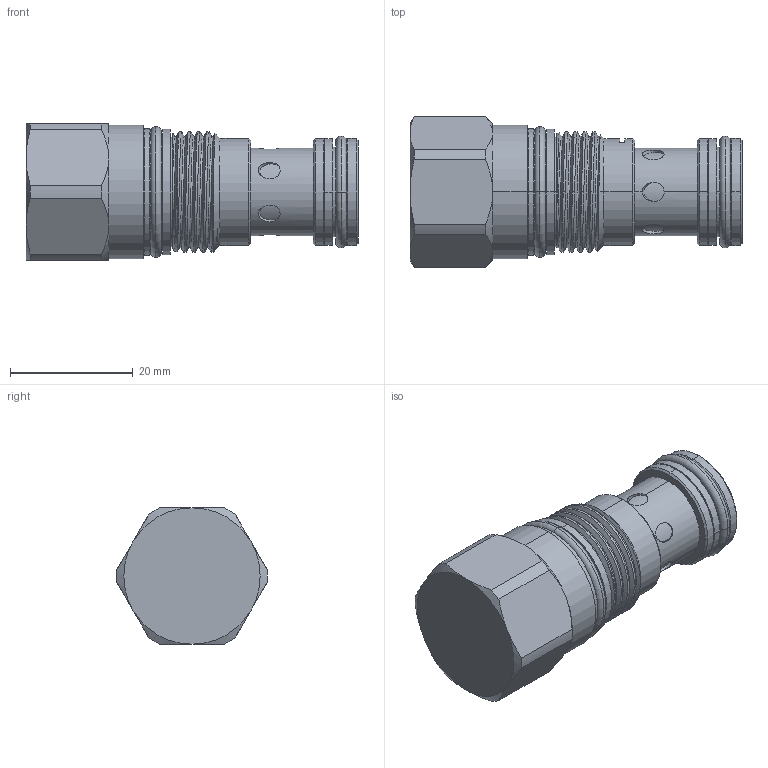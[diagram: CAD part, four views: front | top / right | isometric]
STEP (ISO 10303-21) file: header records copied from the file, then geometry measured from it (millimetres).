
FILE_DESCRIPTION (( 'STEP AP203' ), '1' );
FILE_NAME ('CV13A21-N.STEP', '2020-03-03T01:17:27', ( '' ), ( '' ), 'SwSTEP 2.0', 'SolidWorks 2018', '' );
FILE_SCHEMA (( 'CONFIG_CONTROL_DESIGN' ));
Length unit declared in the file: millimetre
Products named in the file (1): CV13A21-N
Bounding box: 54.12 x 24.59 x 22.22 mm (x, y, z)
Volume: 15528 mm3; surface area: 6034.5 mm2
Topology: 4 solids, 4 shells, 159 faces, 363 edges, 226 vertices
Faces by surface type: cylinder 81, cone 32, plane 25, torus 18, bspline 3
Entity records: 6394 total; most frequent: CARTESIAN_POINT 2796, DIRECTION 752, ORIENTED_EDGE 726, EDGE_CURVE 363, AXIS2_PLACEMENT_3D 325, VERTEX_POINT 226, EDGE_LOOP 179, CIRCLE 168
